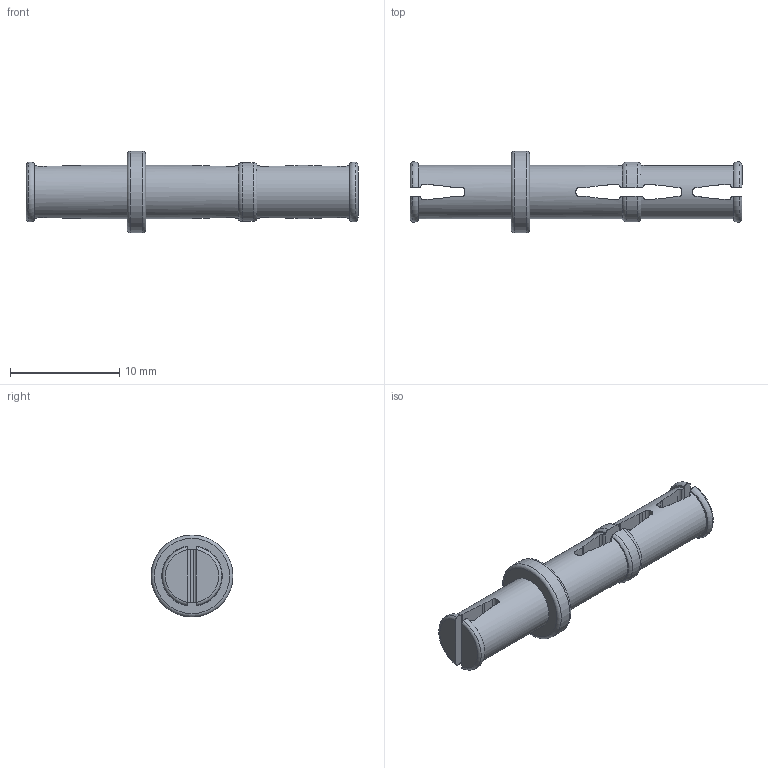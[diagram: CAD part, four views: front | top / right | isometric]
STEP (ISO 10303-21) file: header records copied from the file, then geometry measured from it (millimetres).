
FILE_DESCRIPTION(/* description */ (''),/* implementation_level */ '2;1');
FILE_NAME(/* name */ 'CP2x1.stp',/* time_stamp */ '2019-03-13T12:47:12+01:00',/* author */ ('Varga Daniel'),/* organization */ (''),/* preprocessor_version */ 'ST-DEVELOPER v17.2',/* originating_system */ 'Autodesk Inventor 2019',/* authorisation */ '');
FILE_SCHEMA (('AUTOMOTIVE_DESIGN { 1 0 10303 214 3 1 1 }'));
Length unit declared in the file: millimetre
Products named in the file (1): CP2x1
Bounding box: 30.4 x 7.5 x 7.5 mm (x, y, z)
Volume: 526.6 mm3; surface area: 740.2 mm2
Topology: 1 solids, 1 shells, 92 faces, 280 edges, 190 vertices
Faces by surface type: plane 40, cylinder 38, torus 14
Full cylindrical faces by diameter (mm): 4.875 x3, 7.5 x1
Entity records: 3789 total; most frequent: CARTESIAN_POINT 1335, ORIENTED_EDGE 560, DIRECTION 446, EDGE_CURVE 280, VERTEX_POINT 190, AXIS2_PLACEMENT_3D 165, LINE 116, VECTOR 116
